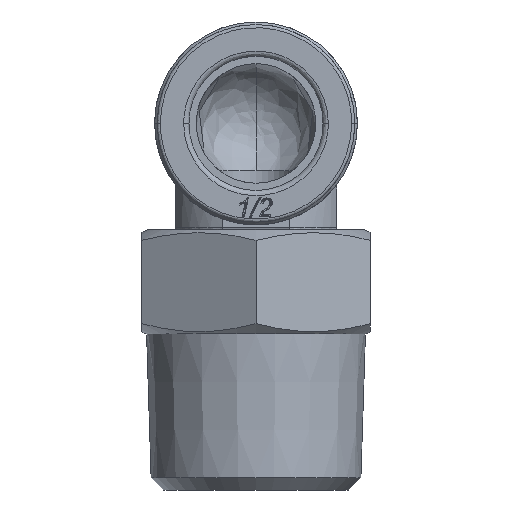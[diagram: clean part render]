
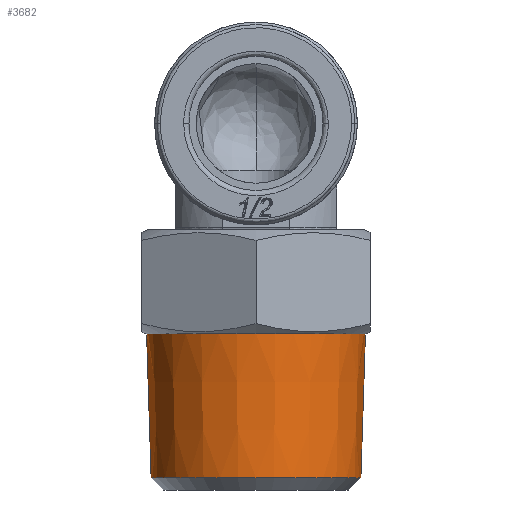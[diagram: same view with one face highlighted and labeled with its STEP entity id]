
A CAD part, front view. The second image highlights one B-rep face of the part: STEP entity #3682.
In plain terms, the highlighted conical face has half-angle 1.79 degrees and reference radius 10.519 mm.
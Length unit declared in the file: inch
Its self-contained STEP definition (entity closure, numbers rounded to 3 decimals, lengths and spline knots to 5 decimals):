
#9 = CONICAL_SURFACE ( 'NONE', #3801, 0.41412, 0.031 ) ;
#74 = CIRCLE ( 'NONE', #3918, 0.41412 ) ;
#131 = CARTESIAN_POINT ( 'NONE',  ( 0.3971, 0., -1.29281 ) ) ;
#235 = CARTESIAN_POINT ( 'NONE',  ( 0., 0., -0.74803 ) ) ;
#246 = CARTESIAN_POINT ( 'NONE',  ( -0.41412, 0., -0.74803 ) ) ;
#320 = DIRECTION ( 'NONE',  ( 0., 0., 1. ) ) ;
#439 = ORIENTED_EDGE ( 'NONE', *, *, #2284, .T. ) ;
#841 = ORIENTED_EDGE ( 'NONE', *, *, #1483, .F. ) ;
#859 = ORIENTED_EDGE ( 'NONE', *, *, #4509, .T. ) ;
#886 = CARTESIAN_POINT ( 'NONE',  ( 0.41412, 0., -0.74803 ) ) ;
#929 = VECTOR ( 'NONE', #1979, 39.37008 ) ;
#1385 = VERTEX_POINT ( 'NONE', #131 ) ;
#1477 = CARTESIAN_POINT ( 'NONE',  ( -0.3971, 0., -1.29281 ) ) ;
#1483 = EDGE_CURVE ( 'NONE', #3155, #2616, #1853, .T. ) ;
#1678 = DIRECTION ( 'NONE',  ( 1., 0., 0. ) ) ;
#1853 = LINE ( 'NONE', #3025, #929 ) ;
#1970 = VERTEX_POINT ( 'NONE', #886 ) ;
#1979 = DIRECTION ( 'NONE',  ( -0.031, 0., 1. ) ) ;
#2180 = VECTOR ( 'NONE', #2750, 39.37008 ) ;
#2284 = EDGE_CURVE ( 'NONE', #1385, #1970, #3628, .T. ) ;
#2447 = CARTESIAN_POINT ( 'NONE',  ( 0., 0., -1.29281 ) ) ;
#2616 = VERTEX_POINT ( 'NONE', #246 ) ;
#2636 = CIRCLE ( 'NONE', #4123, 0.3971 ) ;
#2728 = DIRECTION ( 'NONE',  ( 0., 0., 1. ) ) ;
#2750 = DIRECTION ( 'NONE',  ( 0.031, 0., 1. ) ) ;
#2764 = CARTESIAN_POINT ( 'NONE',  ( 0.41412, 0., -0.74803 ) ) ;
#2801 = DIRECTION ( 'NONE',  ( 0.866, 0.5, 0. ) ) ;
#3025 = CARTESIAN_POINT ( 'NONE',  ( -0.41412, 0., -0.74803 ) ) ;
#3081 = FACE_OUTER_BOUND ( 'NONE', #4259, .T. ) ;
#3155 = VERTEX_POINT ( 'NONE', #1477 ) ;
#3367 = ORIENTED_EDGE ( 'NONE', *, *, #3798, .T. ) ;
#3560 = DIRECTION ( 'NONE',  ( 0., 0., -1. ) ) ;
#3628 = LINE ( 'NONE', #2764, #2180 ) ;
#3682 = ADVANCED_FACE ( 'NONE', ( #3081 ), #9, .T. ) ;
#3798 = EDGE_CURVE ( 'NONE', #3155, #1385, #2636, .T. ) ;
#3801 = AXIS2_PLACEMENT_3D ( 'NONE', #235, #2728, #1678 ) ;
#3918 = AXIS2_PLACEMENT_3D ( 'NONE', #4260, #3560, #4222 ) ;
#4123 = AXIS2_PLACEMENT_3D ( 'NONE', #2447, #320, #2801 ) ;
#4222 = DIRECTION ( 'NONE',  ( 0.866, 0.5, 0. ) ) ;
#4259 = EDGE_LOOP ( 'NONE', ( #841, #3367, #439, #859 ) ) ;
#4260 = CARTESIAN_POINT ( 'NONE',  ( 0., 0., -0.74803 ) ) ;
#4509 = EDGE_CURVE ( 'NONE', #1970, #2616, #74, .T. ) ;
